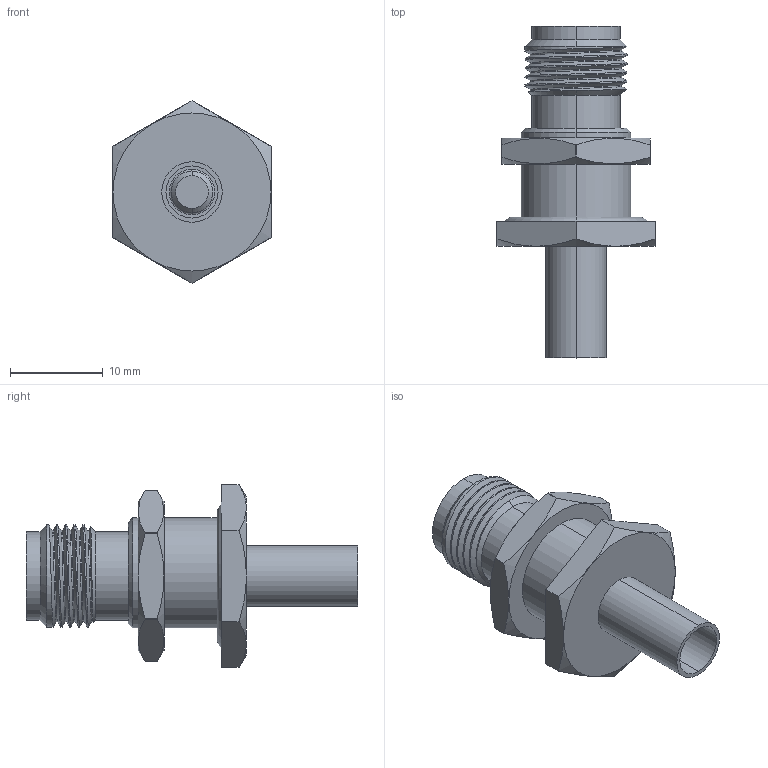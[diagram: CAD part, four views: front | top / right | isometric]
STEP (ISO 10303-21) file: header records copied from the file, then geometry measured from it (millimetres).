
FILE_DESCRIPTION((''),'2;1');
FILE_NAME('PRT0001','2021-08-28T',('Administrator'),(''),'PRO/ENGINEER BY PARAMETRIC TECHNOLOGY CORPORATION, 2012090','PRO/ENGINEER BY PARAMETRIC TECHNOLOGY CORPORATION, 2012090','');
FILE_SCHEMA(('CONFIG_CONTROL_DESIGN'));
Length unit declared in the file: millimetre
Products named in the file (1): PRT0001
Bounding box: 17 x 35.7 x 19.63 mm (x, y, z)
Volume: 2782.2 mm3; surface area: 2595.3 mm2
Topology: 1 solids, 1 shells, 112 faces, 278 edges, 177 vertices
Faces by surface type: plane 41, cylinder 35, cone 26, bspline 6, torus 4
Entity records: 5059 total; most frequent: CARTESIAN_POINT 2416, ORIENTED_EDGE 552, DIRECTION 528, EDGE_CURVE 276, AXIS2_PLACEMENT_3D 210, VERTEX_POINT 177, EDGE_LOOP 123, FACE_OUTER_BOUND 112
